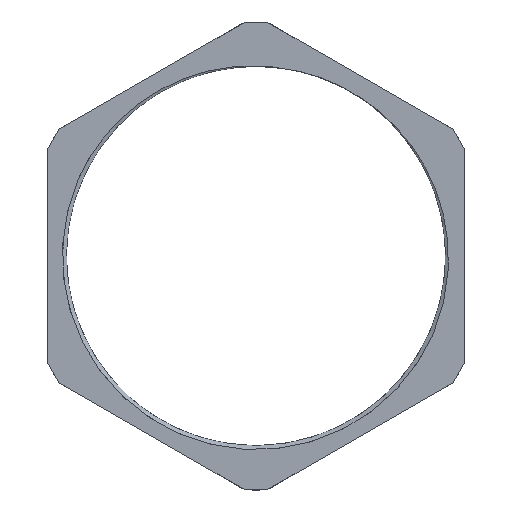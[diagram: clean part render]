
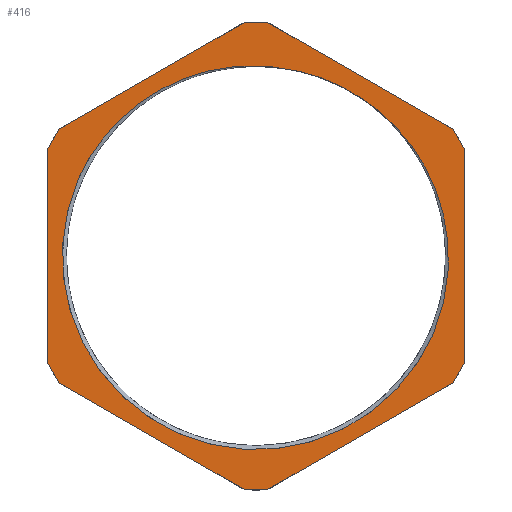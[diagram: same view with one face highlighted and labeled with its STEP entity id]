
A CAD part, top view. The second image highlights one B-rep face of the part: STEP entity #416.
In plain terms, the highlighted planar face has unit normal (0, 0, 1).
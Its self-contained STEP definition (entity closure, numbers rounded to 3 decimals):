
#16=FACE_BOUND('',#164,.T.);
#35=LINE('',#965,#59);
#38=LINE('',#979,#62);
#40=LINE('',#985,#64);
#42=LINE('',#997,#66);
#44=LINE('',#1003,#68);
#46=LINE('',#1015,#70);
#48=LINE('',#1021,#72);
#50=LINE('',#1034,#74);
#53=LINE('',#1047,#77);
#54=LINE('',#1052,#78);
#57=LINE('',#1065,#81);
#58=LINE('',#1068,#82);
#59=VECTOR('',#479,10.);
#62=VECTOR('',#484,10.);
#64=VECTOR('',#490,10.);
#66=VECTOR('',#494,10.);
#68=VECTOR('',#500,10.);
#70=VECTOR('',#504,10.);
#72=VECTOR('',#510,10.);
#74=VECTOR('',#514,10.);
#77=VECTOR('',#519,10.);
#78=VECTOR('',#524,10.);
#81=VECTOR('',#529,10.);
#82=VECTOR('',#534,10.);
#96=PLANE('',#462);
#98=CIRCLE('',#427,36.46);
#99=CIRCLE('',#429,37.221);
#138=FACE_OUTER_BOUND('',#163,.T.);
#163=EDGE_LOOP('',(#375,#376,#377,#378,#379,#380,#381,#382,#383,#384,#385,
#386));
#164=EDGE_LOOP('',(#387,#388,#389,#390));
#167=B_SPLINE_CURVE_WITH_KNOTS('',3,(#706,#707,#708,#709,#710,#711,#712,
#713,#714,#715,#716,#717,#718),.UNSPECIFIED.,.F.,.F.,(4,3,3,3,4),(-5.166,
-3.511,-1.761,-0.236,0.),
 .UNSPECIFIED.);
#172=B_SPLINE_CURVE_WITH_KNOTS('',3,(#946,#947,#948,#949,#950,#951,#952,
#953,#954,#955,#956,#957,#958),.UNSPECIFIED.,.F.,.F.,(4,3,3,3,4),(-5.163,
-3.486,-1.737,-0.312,0.),
 .UNSPECIFIED.);
#175=VERTEX_POINT('',#681);
#176=VERTEX_POINT('',#705);
#178=VERTEX_POINT('',#745);
#180=VERTEX_POINT('',#884);
#181=VERTEX_POINT('',#963);
#182=VERTEX_POINT('',#964);
#186=VERTEX_POINT('',#978);
#188=VERTEX_POINT('',#984);
#191=VERTEX_POINT('',#996);
#193=VERTEX_POINT('',#1002);
#196=VERTEX_POINT('',#1014);
#198=VERTEX_POINT('',#1020);
#201=VERTEX_POINT('',#1032);
#202=VERTEX_POINT('',#1033);
#206=VERTEX_POINT('',#1050);
#207=VERTEX_POINT('',#1051);
#213=EDGE_CURVE('',#175,#176,#167,.T.);
#217=EDGE_CURVE('',#178,#175,#98,.T.);
#220=EDGE_CURVE('',#180,#178,#172,.T.);
#221=EDGE_CURVE('',#180,#176,#99,.T.);
#223=EDGE_CURVE('',#181,#182,#35,.T.);
#228=EDGE_CURVE('',#182,#186,#38,.T.);
#231=EDGE_CURVE('',#186,#188,#40,.T.);
#235=EDGE_CURVE('',#188,#191,#42,.T.);
#238=EDGE_CURVE('',#191,#193,#44,.T.);
#242=EDGE_CURVE('',#193,#196,#46,.T.);
#245=EDGE_CURVE('',#196,#198,#48,.T.);
#249=EDGE_CURVE('',#201,#202,#50,.T.);
#254=EDGE_CURVE('',#202,#181,#53,.T.);
#256=EDGE_CURVE('',#206,#207,#54,.T.);
#261=EDGE_CURVE('',#198,#206,#57,.T.);
#263=EDGE_CURVE('',#207,#201,#58,.T.);
#375=ORIENTED_EDGE('',*,*,#261,.T.);
#376=ORIENTED_EDGE('',*,*,#256,.T.);
#377=ORIENTED_EDGE('',*,*,#263,.T.);
#378=ORIENTED_EDGE('',*,*,#249,.T.);
#379=ORIENTED_EDGE('',*,*,#254,.T.);
#380=ORIENTED_EDGE('',*,*,#223,.T.);
#381=ORIENTED_EDGE('',*,*,#228,.T.);
#382=ORIENTED_EDGE('',*,*,#231,.T.);
#383=ORIENTED_EDGE('',*,*,#235,.T.);
#384=ORIENTED_EDGE('',*,*,#238,.T.);
#385=ORIENTED_EDGE('',*,*,#242,.T.);
#386=ORIENTED_EDGE('',*,*,#245,.T.);
#387=ORIENTED_EDGE('',*,*,#221,.T.);
#388=ORIENTED_EDGE('',*,*,#213,.F.);
#389=ORIENTED_EDGE('',*,*,#217,.F.);
#390=ORIENTED_EDGE('',*,*,#220,.F.);
#416=ADVANCED_FACE('',(#138,#16),#96,.T.);
#427=AXIS2_PLACEMENT_3D('',#769,#469,#470);
#429=AXIS2_PLACEMENT_3D('',#960,#473,#474);
#462=AXIS2_PLACEMENT_3D('',#1083,#563,#564);
#469=DIRECTION('center_axis',(0.,0.,1.));
#470=DIRECTION('ref_axis',(-1.,0.,0.));
#473=DIRECTION('center_axis',(0.,0.,-1.));
#474=DIRECTION('ref_axis',(-1.,0.,0.));
#479=DIRECTION('',(0.866,0.5,0.));
#484=DIRECTION('',(0.5,0.866,0.));
#490=DIRECTION('',(0.,1.,0.));
#494=DIRECTION('',(-0.5,0.866,0.));
#500=DIRECTION('',(-0.866,0.5,0.));
#504=DIRECTION('',(-1.,0.,0.));
#510=DIRECTION('',(-0.866,-0.5,0.));
#514=DIRECTION('',(0.866,-0.5,0.));
#519=DIRECTION('',(1.,0.,0.));
#524=DIRECTION('',(0.,-1.,0.));
#529=DIRECTION('',(-0.5,-0.866,0.));
#534=DIRECTION('',(0.5,-0.866,0.));
#563=DIRECTION('center_axis',(0.,0.,1.));
#564=DIRECTION('ref_axis',(1.,0.,0.));
#681=CARTESIAN_POINT('',(8.511,35.453,2.87));
#705=CARTESIAN_POINT('',(-34.16,14.782,2.87));
#706=CARTESIAN_POINT('Ctrl Pts',(8.512,35.455,2.87));
#707=CARTESIAN_POINT('Ctrl Pts',(3.171,36.82,2.87));
#708=CARTESIAN_POINT('Ctrl Pts',(-2.467,36.955,2.87));
#709=CARTESIAN_POINT('Ctrl Pts',(-7.854,35.858,2.87));
#710=CARTESIAN_POINT('Ctrl Pts',(-13.549,34.699,2.87));
#711=CARTESIAN_POINT('Ctrl Pts',(-18.963,32.161,2.87));
#712=CARTESIAN_POINT('Ctrl Pts',(-23.502,28.533,2.87));
#713=CARTESIAN_POINT('Ctrl Pts',(-27.459,25.369,2.87));
#714=CARTESIAN_POINT('Ctrl Pts',(-30.752,21.379,2.87));
#715=CARTESIAN_POINT('Ctrl Pts',(-33.125,16.897,2.87));
#716=CARTESIAN_POINT('Ctrl Pts',(-33.492,16.204,2.87));
#717=CARTESIAN_POINT('Ctrl Pts',(-33.837,15.499,2.87));
#718=CARTESIAN_POINT('Ctrl Pts',(-34.16,14.782,2.87));
#745=CARTESIAN_POINT('',(20.017,30.474,2.87));
#769=CARTESIAN_POINT('Origin',(0.,0.,2.87));
#884=CARTESIAN_POINT('',(34.16,-14.782,2.87));
#946=CARTESIAN_POINT('Ctrl Pts',(34.162,-14.783,2.87));
#947=CARTESIAN_POINT('Ctrl Pts',(36.305,-9.62,2.87));
#948=CARTESIAN_POINT('Ctrl Pts',(37.265,-3.981,2.87));
#949=CARTESIAN_POINT('Ctrl Pts',(36.944,1.583,2.87));
#950=CARTESIAN_POINT('Ctrl Pts',(36.61,7.388,2.87));
#951=CARTESIAN_POINT('Ctrl Pts',(34.879,13.114,2.87));
#952=CARTESIAN_POINT('Ctrl Pts',(31.935,18.125,2.87));
#953=CARTESIAN_POINT('Ctrl Pts',(29.537,22.207,2.87));
#954=CARTESIAN_POINT('Ctrl Pts',(26.334,25.816,2.87));
#955=CARTESIAN_POINT('Ctrl Pts',(22.572,28.69,2.87));
#956=CARTESIAN_POINT('Ctrl Pts',(21.747,29.32,2.87));
#957=CARTESIAN_POINT('Ctrl Pts',(20.895,29.915,2.87));
#958=CARTESIAN_POINT('Ctrl Pts',(20.017,30.474,2.87));
#960=CARTESIAN_POINT('Origin',(0.,0.,2.87));
#963=CARTESIAN_POINT('',(2.109,-44.971,2.87));
#964=CARTESIAN_POINT('',(37.891,-24.311,2.87));
#965=CARTESIAN_POINT('',(38.685,-23.853,2.87));
#978=CARTESIAN_POINT('',(40.,-20.659,2.87));
#979=CARTESIAN_POINT('',(39.473,-21.572,2.87));
#984=CARTESIAN_POINT('',(40.,20.659,2.87));
#985=CARTESIAN_POINT('',(40.,-0.917,2.87));
#996=CARTESIAN_POINT('',(37.891,24.311,2.87));
#997=CARTESIAN_POINT('',(48.158,6.529,2.87));
#1002=CARTESIAN_POINT('',(2.109,44.971,2.87));
#1003=CARTESIAN_POINT('',(30.533,28.56,2.87));
#1014=CARTESIAN_POINT('',(-2.109,44.971,2.87));
#1015=CARTESIAN_POINT('',(18.425,44.971,2.87));
#1020=CARTESIAN_POINT('',(-37.891,24.311,2.87));
#1021=CARTESIAN_POINT('',(-19.206,35.099,2.87));
#1032=CARTESIAN_POINT('',(-37.891,-24.311,2.87));
#1033=CARTESIAN_POINT('',(-2.109,-44.971,2.87));
#1034=CARTESIAN_POINT('',(8.425,-51.052,2.87));
#1047=CARTESIAN_POINT('',(20.533,-44.971,2.87));
#1050=CARTESIAN_POINT('',(-40.,20.659,2.87));
#1051=CARTESIAN_POINT('',(-40.,-20.659,2.87));
#1052=CARTESIAN_POINT('',(-40.,-21.576,2.87));
#1065=CARTESIAN_POINT('',(-39.473,21.572,2.87));
#1068=CARTESIAN_POINT('',(-28.679,-40.268,2.87));
#1083=CARTESIAN_POINT('Origin',(38.958,-22.492,2.87));
